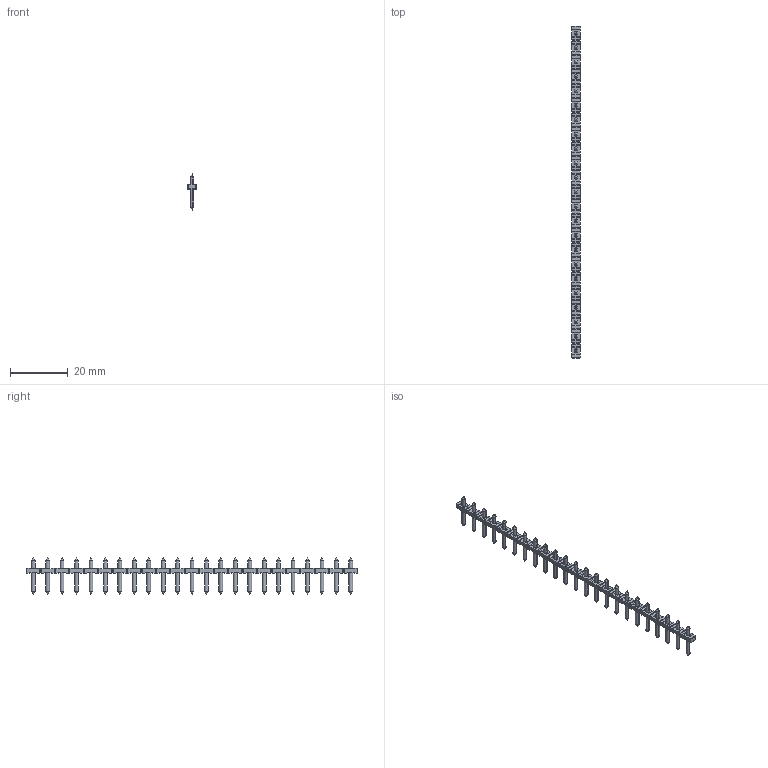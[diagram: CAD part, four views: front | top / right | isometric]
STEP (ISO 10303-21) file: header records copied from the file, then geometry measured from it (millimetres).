
FILE_DESCRIPTION((''),'2;1');
FILE_NAME('PRT0007','2024-09-29T13:36:42',('tluser'),(''),'CREO PARAMETRIC BY PTC INC, 2018100','CREO PARAMETRIC BY PTC INC, 2018100','');
FILE_SCHEMA(('CONFIG_CONTROL_DESIGN'));
Length unit declared in the file: millimetre
Products named in the file (1): PRT0007
Bounding box: 2.8 x 115 x 12.5 mm (x, y, z)
Volume: 798.5 mm3; surface area: 1977 mm2
Topology: 1 solids, 1 shells, 742 faces, 1760 edges, 974 vertices
Faces by surface type: plane 558, cylinder 92, cone 92
Entity records: 19882 total; most frequent: CARTESIAN_POINT 3384, DIRECTION 3336, ORIENTED_EDGE 3336, EDGE_CURVE 1668, VECTOR 1484, LINE 1484, VERTEX_POINT 974, AXIS2_PLACEMENT_3D 926
